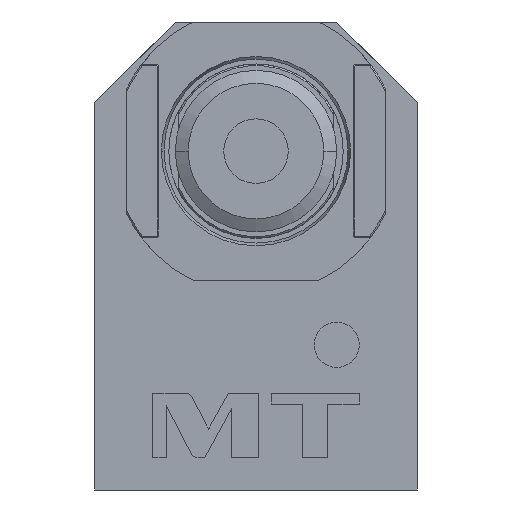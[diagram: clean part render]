
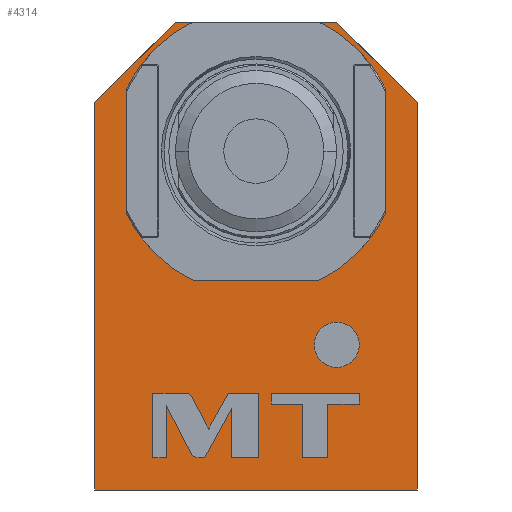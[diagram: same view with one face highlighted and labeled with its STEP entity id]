
A CAD part, left-side view. The second image highlights one B-rep face of the part: STEP entity #4314.
In plain terms, the highlighted planar face has unit normal (-1, 0, 0).
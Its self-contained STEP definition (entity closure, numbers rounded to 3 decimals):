
#5=DIRECTION('',(0.,0.,-1.));
#6=VECTOR('',#5,120.);
#7=CARTESIAN_POINT('',(-33.2,50.,15.));
#8=LINE('',#7,#6);
#895=DIRECTION('',(0.,0.,-1.));
#896=VECTOR('',#895,120.);
#897=CARTESIAN_POINT('',(-33.2,-50.,15.));
#898=LINE('',#897,#896);
#903=DIRECTION('',(0.,-0.707,-0.707));
#904=VECTOR('',#903,35.355);
#905=CARTESIAN_POINT('',(-33.2,-25.,40.));
#906=LINE('',#905,#904);
#907=DIRECTION('',(0.,-0.707,0.707));
#908=VECTOR('',#907,35.355);
#909=CARTESIAN_POINT('',(-33.2,50.,15.));
#910=LINE('',#909,#908);
#911=DIRECTION('',(0.,-1.,0.));
#912=VECTOR('',#911,50.);
#913=CARTESIAN_POINT('',(-33.2,25.,40.));
#914=LINE('',#913,#912);
#915=CARTESIAN_POINT('',(-33.2,0.,0.));
#916=DIRECTION('',(-1.,0.,0.));
#917=DIRECTION('',(0.,-1.,0.));
#918=AXIS2_PLACEMENT_3D('',#915,#916,#917);
#920=CARTESIAN_POINT('',(-33.2,0.,0.));
#921=DIRECTION('',(-1.,0.,0.));
#922=DIRECTION('',(0.,1.,0.));
#923=AXIS2_PLACEMENT_3D('',#920,#921,#922);
#925=CARTESIAN_POINT('',(-33.2,-25.,-60.));
#926=DIRECTION('',(1.,0.,0.));
#927=DIRECTION('',(0.,0.,-1.));
#928=AXIS2_PLACEMENT_3D('',#925,#926,#927);
#930=CARTESIAN_POINT('',(-33.2,-25.,-60.));
#931=DIRECTION('',(1.,0.,0.));
#932=DIRECTION('',(0.,0.,1.));
#933=AXIS2_PLACEMENT_3D('',#930,#931,#932);
#935=CARTESIAN_POINT('',(-33.2,19.771,-76.302));
#936=CARTESIAN_POINT('',(-33.2,20.186,-75.499));
#937=CARTESIAN_POINT('',(-33.2,21.006,-75.));
#938=CARTESIAN_POINT('',(-33.2,21.91,-75.));
#940=DIRECTION('',(0.,1.,0.));
#941=VECTOR('',#940,10.054);
#942=CARTESIAN_POINT('',(-33.2,21.91,-75.));
#943=LINE('',#942,#941);
#944=DIRECTION('',(0.,0.,-1.));
#945=VECTOR('',#944,20.);
#946=CARTESIAN_POINT('',(-33.2,31.964,-75.));
#947=LINE('',#946,#945);
#948=DIRECTION('',(0.,-1.,0.));
#949=VECTOR('',#948,4.16);
#950=CARTESIAN_POINT('',(-33.2,31.964,-95.));
#951=LINE('',#950,#949);
#952=DIRECTION('',(0.,0.,1.));
#953=VECTOR('',#952,16.202);
#954=CARTESIAN_POINT('',(-33.2,27.804,-95.));
#955=LINE('',#954,#953);
#956=DIRECTION('',(0.,-0.459,-0.888));
#957=VECTOR('',#956,16.774);
#958=CARTESIAN_POINT('',(-33.2,27.804,-78.798));
#959=LINE('',#958,#957);
#960=CARTESIAN_POINT('',(-33.2,20.1,-93.698));
#961=CARTESIAN_POINT('',(-33.2,19.684,-94.502));
#962=CARTESIAN_POINT('',(-33.2,18.863,-95.));
#963=CARTESIAN_POINT('',(-33.2,17.958,-95.));
#965=DIRECTION('',(0.,-1.,0.));
#966=VECTOR('',#965,2.086);
#967=CARTESIAN_POINT('',(-33.2,17.958,-95.));
#968=LINE('',#967,#966);
#969=DIRECTION('',(0.,-0.481,0.877));
#970=VECTOR('',#969,17.353);
#971=CARTESIAN_POINT('',(-33.2,15.872,-95.));
#972=LINE('',#971,#970);
#973=DIRECTION('',(0.,0.,-1.));
#974=VECTOR('',#973,15.212);
#975=CARTESIAN_POINT('',(-33.2,7.522,-79.788));
#976=LINE('',#975,#974);
#977=DIRECTION('',(0.,-1.,0.));
#978=VECTOR('',#977,8.416);
#979=CARTESIAN_POINT('',(-33.2,7.522,-95.));
#980=LINE('',#979,#978);
#981=DIRECTION('',(0.,0.,1.));
#982=VECTOR('',#981,20.);
#983=CARTESIAN_POINT('',(-33.2,-0.894,-95.));
#984=LINE('',#983,#982);
#985=DIRECTION('',(0.,1.,0.));
#986=VECTOR('',#985,9.488);
#987=CARTESIAN_POINT('',(-33.2,-0.894,-75.));
#988=LINE('',#987,#986);
#989=DIRECTION('',(0.,0.481,-0.877));
#990=VECTOR('',#989,12.681);
#991=CARTESIAN_POINT('',(-33.2,8.594,-75.));
#992=LINE('',#991,#990);
#993=DIRECTION('',(0.,0.459,0.888));
#994=VECTOR('',#993,11.049);
#995=CARTESIAN_POINT('',(-33.2,14.696,-86.116));
#996=LINE('',#995,#994);
#997=DIRECTION('',(0.,0.,-1.));
#998=VECTOR('',#997,16.594);
#999=CARTESIAN_POINT('',(-33.2,-14.344,-78.406));
#1000=LINE('',#999,#998);
#1001=DIRECTION('',(0.,-1.,0.));
#1002=VECTOR('',#1001,7.922);
#1003=CARTESIAN_POINT('',(-33.2,-14.344,-95.));
#1004=LINE('',#1003,#1002);
#1005=DIRECTION('',(0.,0.,1.));
#1006=VECTOR('',#1005,16.594);
#1007=CARTESIAN_POINT('',(-33.2,-22.266,-95.));
#1008=LINE('',#1007,#1006);
#1009=DIRECTION('',(0.,-1.,0.));
#1010=VECTOR('',#1009,9.696);
#1011=CARTESIAN_POINT('',(-33.2,-22.266,-78.406));
#1012=LINE('',#1011,#1010);
#1013=DIRECTION('',(0.,0.,1.));
#1014=VECTOR('',#1013,3.406);
#1015=CARTESIAN_POINT('',(-33.2,-31.962,-78.406));
#1016=LINE('',#1015,#1014);
#1017=DIRECTION('',(0.,1.,0.));
#1018=VECTOR('',#1017,27.314);
#1019=CARTESIAN_POINT('',(-33.2,-31.962,-75.));
#1020=LINE('',#1019,#1018);
#1021=DIRECTION('',(0.,0.,-1.));
#1022=VECTOR('',#1021,3.406);
#1023=CARTESIAN_POINT('',(-33.2,-4.648,-75.));
#1024=LINE('',#1023,#1022);
#1025=DIRECTION('',(0.,-1.,0.));
#1026=VECTOR('',#1025,9.696);
#1027=CARTESIAN_POINT('',(-33.2,-4.648,-78.406));
#1028=LINE('',#1027,#1026);
#1037=DIRECTION('',(0.,-1.,0.));
#1038=VECTOR('',#1037,100.);
#1039=CARTESIAN_POINT('',(-33.2,50.,-105.));
#1040=LINE('',#1039,#1038);
#2529=CARTESIAN_POINT('',(-33.2,50.,-105.));
#2531=VERTEX_POINT('',#2529);
#2533=CARTESIAN_POINT('',(-33.2,-50.,-105.));
#2535=VERTEX_POINT('',#2533);
#2629=CARTESIAN_POINT('',(-33.2,50.,15.));
#2631=VERTEX_POINT('',#2629);
#2633=CARTESIAN_POINT('',(-33.2,-50.,15.));
#2635=VERTEX_POINT('',#2633);
#2637=CARTESIAN_POINT('',(-33.2,-25.,40.));
#2638=VERTEX_POINT('',#2637);
#2639=CARTESIAN_POINT('',(-33.2,25.,40.));
#2640=VERTEX_POINT('',#2639);
#3075=CARTESIAN_POINT('',(-33.2,-34.,0.));
#3076=CARTESIAN_POINT('',(-33.2,34.,0.));
#3077=VERTEX_POINT('',#3075);
#3078=VERTEX_POINT('',#3076);
#3083=CARTESIAN_POINT('',(-33.2,-25.,-67.));
#3084=CARTESIAN_POINT('',(-33.2,-25.,-53.));
#3085=VERTEX_POINT('',#3083);
#3086=VERTEX_POINT('',#3084);
#3154=VERTEX_POINT('',#935);
#3155=VERTEX_POINT('',#938);
#3156=CARTESIAN_POINT('',(-33.2,31.964,-75.));
#3157=VERTEX_POINT('',#3156);
#3158=CARTESIAN_POINT('',(-33.2,31.964,-95.));
#3159=VERTEX_POINT('',#3158);
#3160=CARTESIAN_POINT('',(-33.2,27.804,-95.));
#3161=VERTEX_POINT('',#3160);
#3162=CARTESIAN_POINT('',(-33.2,27.804,-78.798));
#3163=VERTEX_POINT('',#3162);
#3164=CARTESIAN_POINT('',(-33.2,20.1,-93.698));
#3165=VERTEX_POINT('',#3164);
#3166=VERTEX_POINT('',#963);
#3167=CARTESIAN_POINT('',(-33.2,15.872,-95.));
#3168=VERTEX_POINT('',#3167);
#3169=CARTESIAN_POINT('',(-33.2,7.522,-79.788));
#3170=VERTEX_POINT('',#3169);
#3171=CARTESIAN_POINT('',(-33.2,7.522,-95.));
#3172=VERTEX_POINT('',#3171);
#3173=CARTESIAN_POINT('',(-33.2,-0.894,-95.));
#3174=VERTEX_POINT('',#3173);
#3175=CARTESIAN_POINT('',(-33.2,-0.894,-75.));
#3176=VERTEX_POINT('',#3175);
#3177=CARTESIAN_POINT('',(-33.2,8.594,-75.));
#3178=VERTEX_POINT('',#3177);
#3179=CARTESIAN_POINT('',(-33.2,14.696,-86.116));
#3180=VERTEX_POINT('',#3179);
#3181=CARTESIAN_POINT('',(-33.2,-14.344,-78.406));
#3182=CARTESIAN_POINT('',(-33.2,-14.344,-95.));
#3183=VERTEX_POINT('',#3181);
#3184=VERTEX_POINT('',#3182);
#3185=CARTESIAN_POINT('',(-33.2,-22.266,-95.));
#3186=VERTEX_POINT('',#3185);
#3187=CARTESIAN_POINT('',(-33.2,-22.266,-78.406));
#3188=VERTEX_POINT('',#3187);
#3189=CARTESIAN_POINT('',(-33.2,-31.962,-78.406));
#3190=VERTEX_POINT('',#3189);
#3191=CARTESIAN_POINT('',(-33.2,-31.962,-75.));
#3192=VERTEX_POINT('',#3191);
#3193=CARTESIAN_POINT('',(-33.2,-4.648,-75.));
#3194=VERTEX_POINT('',#3193);
#3195=CARTESIAN_POINT('',(-33.2,-4.648,-78.406));
#3196=VERTEX_POINT('',#3195);
#4237=CARTESIAN_POINT('',(-33.2,50.,40.));
#4238=DIRECTION('',(-1.,0.,0.));
#4239=DIRECTION('',(0.,0.,-1.));
#4240=AXIS2_PLACEMENT_3D('',#4237,#4238,#4239);
#4241=PLANE('',#4240);
#4242=ORIENTED_EDGE('',*,*,#4230,.T.);
#4243=ORIENTED_EDGE('',*,*,#4217,.T.);
#4245=ORIENTED_EDGE('',*,*,#4244,.F.);
#4246=ORIENTED_EDGE('',*,*,#3204,.F.);
#4247=ORIENTED_EDGE('',*,*,#3232,.T.);
#4249=ORIENTED_EDGE('',*,*,#4248,.T.);
#4250=EDGE_LOOP('',(#4242,#4243,#4245,#4246,#4247,#4249));
#4251=FACE_OUTER_BOUND('',#4250,.F.);
#4253=ORIENTED_EDGE('',*,*,#4252,.T.);
#4255=ORIENTED_EDGE('',*,*,#4254,.T.);
#4256=EDGE_LOOP('',(#4253,#4255));
#4257=FACE_BOUND('',#4256,.F.);
#4259=ORIENTED_EDGE('',*,*,#4258,.F.);
#4261=ORIENTED_EDGE('',*,*,#4260,.F.);
#4262=EDGE_LOOP('',(#4259,#4261));
#4263=FACE_BOUND('',#4262,.F.);
#4265=ORIENTED_EDGE('',*,*,#4264,.T.);
#4267=ORIENTED_EDGE('',*,*,#4266,.T.);
#4269=ORIENTED_EDGE('',*,*,#4268,.T.);
#4271=ORIENTED_EDGE('',*,*,#4270,.T.);
#4273=ORIENTED_EDGE('',*,*,#4272,.T.);
#4275=ORIENTED_EDGE('',*,*,#4274,.T.);
#4277=ORIENTED_EDGE('',*,*,#4276,.T.);
#4279=ORIENTED_EDGE('',*,*,#4278,.T.);
#4281=ORIENTED_EDGE('',*,*,#4280,.T.);
#4283=ORIENTED_EDGE('',*,*,#4282,.T.);
#4285=ORIENTED_EDGE('',*,*,#4284,.T.);
#4287=ORIENTED_EDGE('',*,*,#4286,.T.);
#4289=ORIENTED_EDGE('',*,*,#4288,.T.);
#4291=ORIENTED_EDGE('',*,*,#4290,.T.);
#4293=ORIENTED_EDGE('',*,*,#4292,.T.);
#4294=EDGE_LOOP('',(#4265,#4267,#4269,#4271,#4273,#4275,#4277,#4279,#4281,#4283,
#4285,#4287,#4289,#4291,#4293));
#4295=FACE_BOUND('',#4294,.F.);
#4297=ORIENTED_EDGE('',*,*,#4296,.T.);
#4299=ORIENTED_EDGE('',*,*,#4298,.T.);
#4301=ORIENTED_EDGE('',*,*,#4300,.T.);
#4303=ORIENTED_EDGE('',*,*,#4302,.T.);
#4305=ORIENTED_EDGE('',*,*,#4304,.T.);
#4307=ORIENTED_EDGE('',*,*,#4306,.T.);
#4309=ORIENTED_EDGE('',*,*,#4308,.T.);
#4311=ORIENTED_EDGE('',*,*,#4310,.T.);
#4312=EDGE_LOOP('',(#4297,#4299,#4301,#4303,#4305,#4307,#4309,#4311));
#4313=FACE_BOUND('',#4312,.F.);
#4314=ADVANCED_FACE('',(#4251,#4257,#4263,#4295,#4313),#4241,.T.);
#919=CIRCLE('',#918,34.);
#924=CIRCLE('',#923,34.);
#929=CIRCLE('',#928,7.);
#934=CIRCLE('',#933,7.);
#939=B_SPLINE_CURVE_WITH_KNOTS('',3,(#935,#936,#937,#938),.UNSPECIFIED.,.F.,.F.,
(4,4),(0.,1.),.UNSPECIFIED.);
#964=B_SPLINE_CURVE_WITH_KNOTS('',3,(#960,#961,#962,#963),.UNSPECIFIED.,.F.,.F.,
(4,4),(0.,1.),.UNSPECIFIED.);
#3204=EDGE_CURVE('',#2631,#2531,#8,.T.);
#3232=EDGE_CURVE('',#2631,#2640,#910,.T.);
#4217=EDGE_CURVE('',#2635,#2535,#898,.T.);
#4230=EDGE_CURVE('',#2638,#2635,#906,.T.);
#4244=EDGE_CURVE('',#2531,#2535,#1040,.T.);
#4248=EDGE_CURVE('',#2640,#2638,#914,.T.);
#4252=EDGE_CURVE('',#3077,#3078,#919,.T.);
#4254=EDGE_CURVE('',#3078,#3077,#924,.T.);
#4258=EDGE_CURVE('',#3085,#3086,#929,.T.);
#4260=EDGE_CURVE('',#3086,#3085,#934,.T.);
#4264=EDGE_CURVE('',#3154,#3155,#939,.T.);
#4266=EDGE_CURVE('',#3155,#3157,#943,.T.);
#4268=EDGE_CURVE('',#3157,#3159,#947,.T.);
#4270=EDGE_CURVE('',#3159,#3161,#951,.T.);
#4272=EDGE_CURVE('',#3161,#3163,#955,.T.);
#4274=EDGE_CURVE('',#3163,#3165,#959,.T.);
#4276=EDGE_CURVE('',#3165,#3166,#964,.T.);
#4278=EDGE_CURVE('',#3166,#3168,#968,.T.);
#4280=EDGE_CURVE('',#3168,#3170,#972,.T.);
#4282=EDGE_CURVE('',#3170,#3172,#976,.T.);
#4284=EDGE_CURVE('',#3172,#3174,#980,.T.);
#4286=EDGE_CURVE('',#3174,#3176,#984,.T.);
#4288=EDGE_CURVE('',#3176,#3178,#988,.T.);
#4290=EDGE_CURVE('',#3178,#3180,#992,.T.);
#4292=EDGE_CURVE('',#3180,#3154,#996,.T.);
#4296=EDGE_CURVE('',#3183,#3184,#1000,.T.);
#4298=EDGE_CURVE('',#3184,#3186,#1004,.T.);
#4300=EDGE_CURVE('',#3186,#3188,#1008,.T.);
#4302=EDGE_CURVE('',#3188,#3190,#1012,.T.);
#4304=EDGE_CURVE('',#3190,#3192,#1016,.T.);
#4306=EDGE_CURVE('',#3192,#3194,#1020,.T.);
#4308=EDGE_CURVE('',#3194,#3196,#1024,.T.);
#4310=EDGE_CURVE('',#3196,#3183,#1028,.T.);
